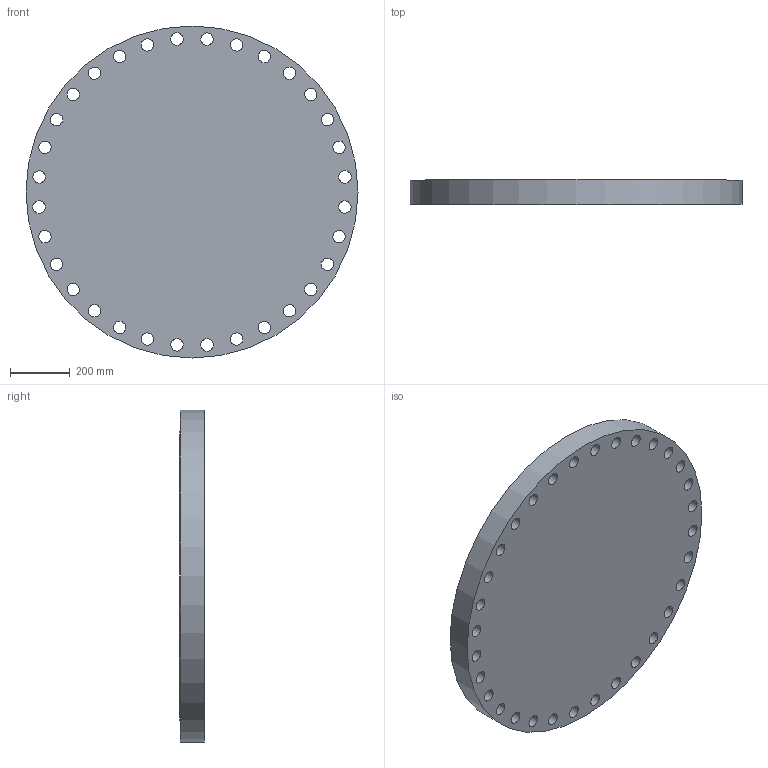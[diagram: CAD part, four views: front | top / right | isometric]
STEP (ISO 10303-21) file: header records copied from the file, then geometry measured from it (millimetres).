
FILE_DESCRIPTION(/* description */ (''),/* implementation_level */ '2;1');
FILE_NAME(/* name */ 'ASME-A150-34B.stp',/* time_stamp */ '2023-11-07T14:40:43-05:00',/* author */ ('Admin'),/* organization */ (''),/* preprocessor_version */ 'ST-DEVELOPER v19',/* originating_system */ 'Autodesk Inventor 2023',/* authorisation */ '');
FILE_SCHEMA (('AUTOMOTIVE_DESIGN { 1 0 10303 214 3 1 1 }'));
Length unit declared in the file: inch
Products named in the file (1): ASME-A150-34B
Bounding box: 1111.25 x 82.61 x 1111.25 mm (x, y, z)
Volume: 76280772.5 mm3; surface area: 2475183.2 mm2
Topology: 1 solids, 1 shells, 37 faces, 102 edges, 68 vertices
Faces by surface type: cylinder 33, plane 3, cone 1
Full cylindrical faces by diameter (mm): 41.275 x32, 1111.25 x1
Entity records: 1397 total; most frequent: DIRECTION 246, CARTESIAN_POINT 208, ORIENTED_EDGE 204, AXIS2_PLACEMENT_3D 106, EDGE_LOOP 102, EDGE_CURVE 102, CIRCLE 68, VERTEX_POINT 68
